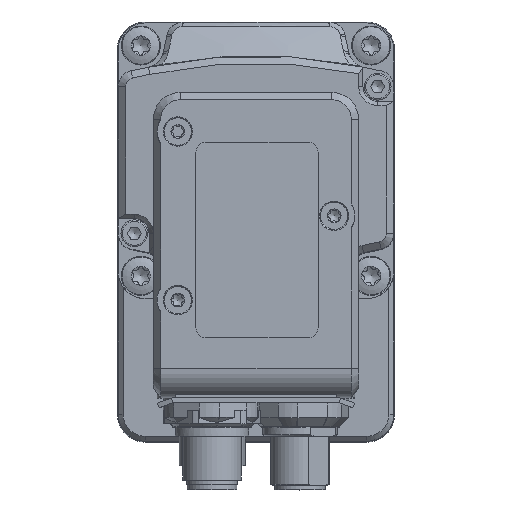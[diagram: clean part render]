
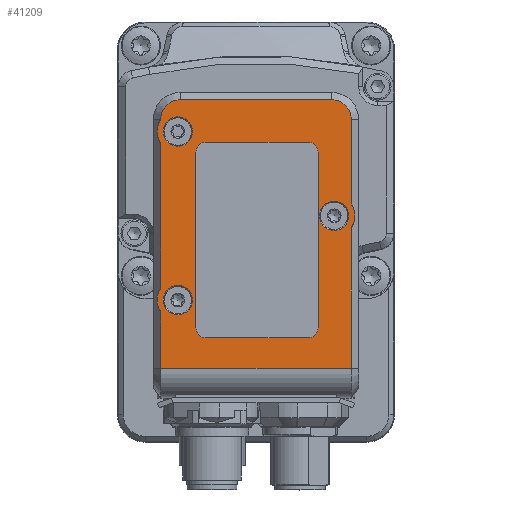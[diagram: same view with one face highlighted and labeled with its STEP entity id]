
A CAD part, top view. The second image highlights one B-rep face of the part: STEP entity #41209.
In plain terms, the highlighted planar face has unit normal (0, 0, 1).
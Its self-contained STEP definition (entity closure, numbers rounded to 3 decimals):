
#2390=FACE_BOUND('',#7880,.T.);
#2391=FACE_BOUND('',#7881,.T.);
#2392=FACE_BOUND('',#7882,.T.);
#2393=FACE_BOUND('',#7883,.T.);
#3155=PLANE('',#43995);
#5591=FACE_OUTER_BOUND('',#7879,.T.);
#7879=EDGE_LOOP('',(#34921,#34922,#34923,#34924,#34925,#34926,#34927,#34928,
#34929,#34930,#34931,#34932));
#7880=EDGE_LOOP('',(#34933,#34934,#34935,#34936,#34937,#34938,#34939,#34940));
#7881=EDGE_LOOP('',(#34941));
#7882=EDGE_LOOP('',(#34942));
#7883=EDGE_LOOP('',(#34943));
#10798=LINE('',#75242,#13711);
#10800=LINE('',#75245,#13713);
#10803=LINE('',#75253,#13716);
#10805=LINE('',#75262,#13718);
#10807=LINE('',#75266,#13720);
#10808=LINE('',#75269,#13721);
#10815=LINE('',#75329,#13728);
#10816=LINE('',#75334,#13729);
#10817=LINE('',#75338,#13730);
#10818=LINE('',#75342,#13731);
#10819=LINE('',#75345,#13732);
#13711=VECTOR('',#51861,10.);
#13713=VECTOR('',#51863,10.);
#13716=VECTOR('',#51872,10.);
#13718=VECTOR('',#51882,10.);
#13720=VECTOR('',#51884,10.);
#13721=VECTOR('',#51887,10.);
#13728=VECTOR('',#51964,10.);
#13729=VECTOR('',#51967,10.);
#13730=VECTOR('',#51970,10.);
#13731=VECTOR('',#51973,10.);
#13732=VECTOR('',#51976,10.);
#15120=CIRCLE('',#43954,3.993);
#15121=CIRCLE('',#43957,3.993);
#15126=CIRCLE('',#43972,4.25);
#15127=CIRCLE('',#43974,4.25);
#15128=CIRCLE('',#43976,4.25);
#15144=CIRCLE('',#43996,2.);
#15145=CIRCLE('',#43997,2.);
#15146=CIRCLE('',#43998,2.);
#15147=CIRCLE('',#43999,2.);
#15148=CIRCLE('',#44000,3.);
#15149=CIRCLE('',#44001,3.);
#15150=CIRCLE('',#44002,3.);
#18701=VERTEX_POINT('',#75235);
#18702=VERTEX_POINT('',#75239);
#18703=VERTEX_POINT('',#75240);
#18704=VERTEX_POINT('',#75243);
#18705=VERTEX_POINT('',#75247);
#18706=VERTEX_POINT('',#75251);
#18707=VERTEX_POINT('',#75255);
#18708=VERTEX_POINT('',#75259);
#18709=VERTEX_POINT('',#75260);
#18710=VERTEX_POINT('',#75263);
#18711=VERTEX_POINT('',#75265);
#18712=VERTEX_POINT('',#75267);
#18731=VERTEX_POINT('',#75330);
#18732=VERTEX_POINT('',#75331);
#18733=VERTEX_POINT('',#75333);
#18734=VERTEX_POINT('',#75335);
#18735=VERTEX_POINT('',#75337);
#18736=VERTEX_POINT('',#75339);
#18737=VERTEX_POINT('',#75341);
#18738=VERTEX_POINT('',#75343);
#18739=VERTEX_POINT('',#75346);
#18740=VERTEX_POINT('',#75348);
#18741=VERTEX_POINT('',#75350);
#24280=EDGE_CURVE('',#18703,#18701,#10798,.T.);
#24282=EDGE_CURVE('',#18704,#18702,#10800,.T.);
#24284=EDGE_CURVE('',#18705,#18704,#15120,.T.);
#24286=EDGE_CURVE('',#18706,#18705,#10803,.T.);
#24288=EDGE_CURVE('',#18707,#18706,#15121,.T.);
#24290=EDGE_CURVE('',#18709,#18707,#10805,.T.);
#24292=EDGE_CURVE('',#18710,#18711,#10807,.T.);
#24294=EDGE_CURVE('',#18712,#18708,#10808,.T.);
#24303=EDGE_CURVE('',#18702,#18703,#15126,.T.);
#24304=EDGE_CURVE('',#18711,#18712,#15127,.T.);
#24305=EDGE_CURVE('',#18708,#18709,#15128,.T.);
#24324=EDGE_CURVE('',#18701,#18710,#10815,.T.);
#24325=EDGE_CURVE('',#18731,#18732,#15144,.T.);
#24326=EDGE_CURVE('',#18732,#18733,#10816,.T.);
#24327=EDGE_CURVE('',#18733,#18734,#15145,.T.);
#24328=EDGE_CURVE('',#18734,#18735,#10817,.T.);
#24329=EDGE_CURVE('',#18735,#18736,#15146,.T.);
#24330=EDGE_CURVE('',#18736,#18737,#10818,.T.);
#24331=EDGE_CURVE('',#18737,#18738,#15147,.T.);
#24332=EDGE_CURVE('',#18738,#18731,#10819,.T.);
#24333=EDGE_CURVE('',#18739,#18739,#15148,.T.);
#24334=EDGE_CURVE('',#18740,#18740,#15149,.T.);
#24335=EDGE_CURVE('',#18741,#18741,#15150,.T.);
#34921=ORIENTED_EDGE('',*,*,#24294,.F.);
#34922=ORIENTED_EDGE('',*,*,#24304,.F.);
#34923=ORIENTED_EDGE('',*,*,#24292,.F.);
#34924=ORIENTED_EDGE('',*,*,#24324,.F.);
#34925=ORIENTED_EDGE('',*,*,#24280,.F.);
#34926=ORIENTED_EDGE('',*,*,#24303,.F.);
#34927=ORIENTED_EDGE('',*,*,#24282,.F.);
#34928=ORIENTED_EDGE('',*,*,#24284,.F.);
#34929=ORIENTED_EDGE('',*,*,#24286,.F.);
#34930=ORIENTED_EDGE('',*,*,#24288,.F.);
#34931=ORIENTED_EDGE('',*,*,#24290,.F.);
#34932=ORIENTED_EDGE('',*,*,#24305,.F.);
#34933=ORIENTED_EDGE('',*,*,#24325,.T.);
#34934=ORIENTED_EDGE('',*,*,#24326,.T.);
#34935=ORIENTED_EDGE('',*,*,#24327,.T.);
#34936=ORIENTED_EDGE('',*,*,#24328,.T.);
#34937=ORIENTED_EDGE('',*,*,#24329,.T.);
#34938=ORIENTED_EDGE('',*,*,#24330,.T.);
#34939=ORIENTED_EDGE('',*,*,#24331,.T.);
#34940=ORIENTED_EDGE('',*,*,#24332,.T.);
#34941=ORIENTED_EDGE('',*,*,#24333,.T.);
#34942=ORIENTED_EDGE('',*,*,#24334,.T.);
#34943=ORIENTED_EDGE('',*,*,#24335,.T.);
#41209=ADVANCED_FACE('',(#5591,#2390,#2391,#2392,#2393),#3155,.T.);
#43954=AXIS2_PLACEMENT_3D('',#75249,#51867,#51868);
#43957=AXIS2_PLACEMENT_3D('',#75257,#51876,#51877);
#43972=AXIS2_PLACEMENT_3D('',#75287,#51913,#51914);
#43974=AXIS2_PLACEMENT_3D('',#75289,#51917,#51918);
#43976=AXIS2_PLACEMENT_3D('',#75291,#51921,#51922);
#43995=AXIS2_PLACEMENT_3D('',#75328,#51962,#51963);
#43996=AXIS2_PLACEMENT_3D('',#75332,#51965,#51966);
#43997=AXIS2_PLACEMENT_3D('',#75336,#51968,#51969);
#43998=AXIS2_PLACEMENT_3D('',#75340,#51971,#51972);
#43999=AXIS2_PLACEMENT_3D('',#75344,#51974,#51975);
#44000=AXIS2_PLACEMENT_3D('',#75347,#51977,#51978);
#44001=AXIS2_PLACEMENT_3D('',#75349,#51979,#51980);
#44002=AXIS2_PLACEMENT_3D('',#75351,#51981,#51982);
#51861=DIRECTION('',(0.,-1.,0.));
#51863=DIRECTION('',(0.,-1.,0.));
#51867=DIRECTION('center_axis',(0.,0.,
-1.));
#51868=DIRECTION('ref_axis',(0.707,0.707,0.));
#51872=DIRECTION('',(1.,0.,0.));
#51876=DIRECTION('center_axis',(0.,0.,
-1.));
#51877=DIRECTION('ref_axis',(-0.707,0.707,0.));
#51882=DIRECTION('',(0.,1.,0.));
#51884=DIRECTION('',(0.,1.,0.));
#51887=DIRECTION('',(0.,1.,0.));
#51913=DIRECTION('center_axis',(0.,0.,
-1.));
#51914=DIRECTION('ref_axis',(0.,1.,0.));
#51917=DIRECTION('center_axis',(0.,0.,
-1.));
#51918=DIRECTION('ref_axis',(0.,1.,0.));
#51921=DIRECTION('center_axis',(0.,0.,
-1.));
#51922=DIRECTION('ref_axis',(0.,1.,0.));
#51962=DIRECTION('center_axis',(0.,0.,
1.));
#51963=DIRECTION('ref_axis',(-1.,0.,0.));
#51964=DIRECTION('',(-1.,0.,0.));
#51965=DIRECTION('center_axis',(0.,0.,
-1.));
#51966=DIRECTION('ref_axis',(0.,-1.,0.));
#51967=DIRECTION('',(1.,0.,0.));
#51968=DIRECTION('center_axis',(0.,0.,
-1.));
#51969=DIRECTION('ref_axis',(-1.,0.,0.));
#51970=DIRECTION('',(0.,-1.,0.));
#51971=DIRECTION('center_axis',(0.,0.,
-1.));
#51972=DIRECTION('ref_axis',(0.,1.,0.));
#51973=DIRECTION('',(-1.,0.,0.));
#51974=DIRECTION('center_axis',(0.,0.,
-1.));
#51975=DIRECTION('ref_axis',(1.,0.,0.));
#51976=DIRECTION('',(0.,1.,0.));
#51977=DIRECTION('center_axis',(0.,0.,
-1.));
#51978=DIRECTION('ref_axis',(0.,1.,0.));
#51979=DIRECTION('center_axis',(0.,0.,
-1.));
#51980=DIRECTION('ref_axis',(0.,1.,0.));
#51981=DIRECTION('center_axis',(0.,0.,
-1.));
#51982=DIRECTION('ref_axis',(0.,1.,0.));
#75235=CARTESIAN_POINT('',(19.493,-42.7,106.));
#75239=CARTESIAN_POINT('',(19.493,-9.029,106.));
#75240=CARTESIAN_POINT('',(19.493,-13.871,106.));
#75242=CARTESIAN_POINT('',(19.493,-39.667,106.));
#75243=CARTESIAN_POINT('',(19.493,8.3,106.));
#75245=CARTESIAN_POINT('',(19.493,-39.667,106.));
#75247=CARTESIAN_POINT('',(15.5,12.293,106.));
#75249=CARTESIAN_POINT('Origin',(15.5,8.3,106.));
#75251=CARTESIAN_POINT('',(-15.5,12.293,106.));
#75253=CARTESIAN_POINT('',(21.,12.293,106.));
#75255=CARTESIAN_POINT('',(-19.493,8.3,106.));
#75257=CARTESIAN_POINT('Origin',(-15.5,8.3,106.));
#75259=CARTESIAN_POINT('',(-19.493,3.379,106.));
#75260=CARTESIAN_POINT('',(-19.493,8.221,106.));
#75262=CARTESIAN_POINT('',(-19.493,-39.667,106.));
#75263=CARTESIAN_POINT('',(-19.493,-42.7,106.));
#75265=CARTESIAN_POINT('',(-19.493,-31.121,106.));
#75266=CARTESIAN_POINT('',(-19.493,-39.667,106.));
#75267=CARTESIAN_POINT('',(-19.493,-26.279,106.));
#75269=CARTESIAN_POINT('',(-19.493,-39.667,106.));
#75287=CARTESIAN_POINT('Origin',(16.,-11.45,106.));
#75289=CARTESIAN_POINT('Origin',(-16.,-28.7,106.));
#75291=CARTESIAN_POINT('Origin',(-16.,5.8,106.));
#75328=CARTESIAN_POINT('Origin',(16.,-11.45,106.));
#75329=CARTESIAN_POINT('',(21.,-42.7,106.));
#75330=CARTESIAN_POINT('',(-12.309,1.59,106.));
#75331=CARTESIAN_POINT('',(-10.309,3.59,106.));
#75332=CARTESIAN_POINT('Origin',(-10.309,1.59,106.));
#75333=CARTESIAN_POINT('',(10.691,3.59,106.));
#75334=CARTESIAN_POINT('',(2.845,3.59,106.));
#75335=CARTESIAN_POINT('',(12.691,1.59,106.));
#75336=CARTESIAN_POINT('Origin',(10.691,1.59,106.));
#75337=CARTESIAN_POINT('',(12.691,-34.41,106.));
#75338=CARTESIAN_POINT('',(12.691,-4.93,106.));
#75339=CARTESIAN_POINT('',(10.691,-36.41,106.));
#75340=CARTESIAN_POINT('Origin',(10.691,-34.41,106.));
#75341=CARTESIAN_POINT('',(-10.309,-36.41,106.));
#75342=CARTESIAN_POINT('',(13.345,-36.41,106.));
#75343=CARTESIAN_POINT('',(-12.309,-34.41,106.));
#75344=CARTESIAN_POINT('Origin',(-10.309,-34.41,106.));
#75345=CARTESIAN_POINT('',(-12.309,-22.93,106.));
#75346=CARTESIAN_POINT('',(-16.,-31.7,106.));
#75347=CARTESIAN_POINT('Origin',(-16.,-28.7,106.));
#75348=CARTESIAN_POINT('',(-16.,2.8,106.));
#75349=CARTESIAN_POINT('Origin',(-16.,5.8,106.));
#75350=CARTESIAN_POINT('',(16.,-14.45,106.));
#75351=CARTESIAN_POINT('Origin',(16.,-11.45,106.));
